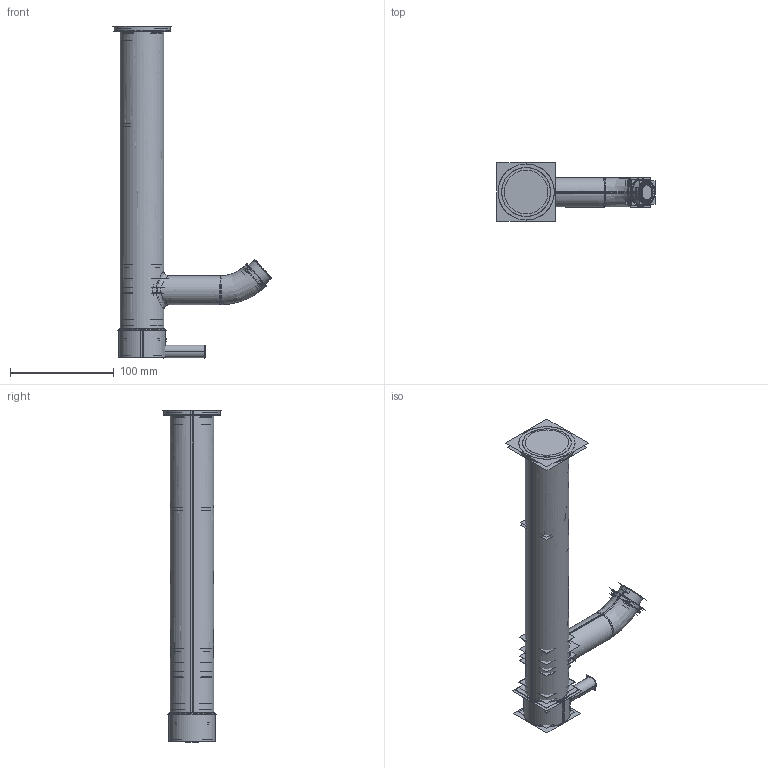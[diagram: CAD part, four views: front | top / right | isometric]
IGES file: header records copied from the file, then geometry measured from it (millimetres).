
Start section:  PTC IGES file: DE112DNC.igs
Global section: file name: DE112DNC.igs; native system: Pro/ENGINEER by Parametric Technology Corporation; preprocessor: 2009360; author: user321; organization: Unknown; date: 20191226.154451; units: millimetre
Bounding box: 152.31 x 56.28 x 319.65 mm (x, y, z)
Volume: 162212.7 mm3; surface area: 967400.8 mm2
Topology: 9 solids, 19 shells, 926 faces, 4729 edges, 6039 vertices
Faces by surface type: revolution 566, bspline 360
